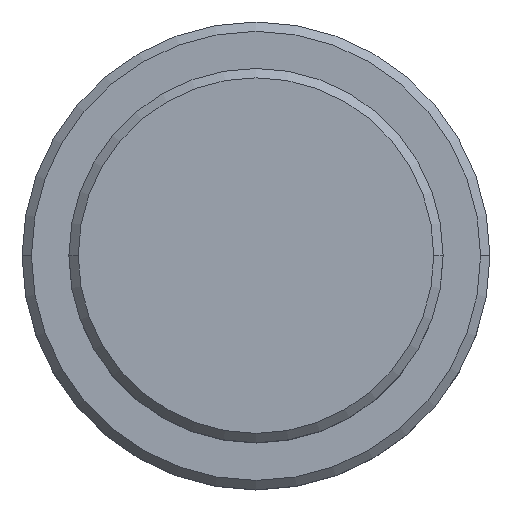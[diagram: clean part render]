
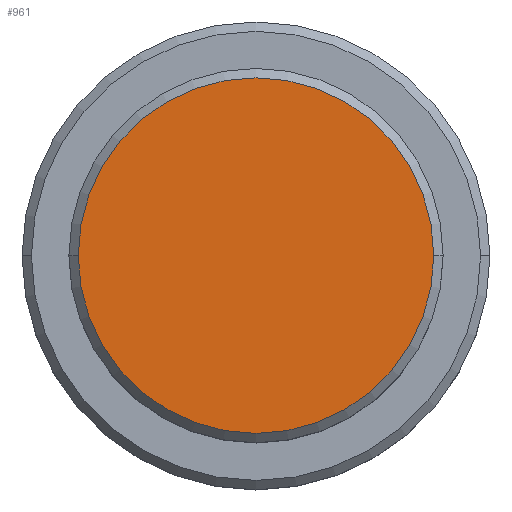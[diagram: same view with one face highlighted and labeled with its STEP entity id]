
A CAD part, top view. The second image highlights one B-rep face of the part: STEP entity #961.
In plain terms, the highlighted planar face has unit normal (0, 0, 1).
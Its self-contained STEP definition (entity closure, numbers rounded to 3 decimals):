
#22 = FACE_OUTER_BOUND ( 'NONE', #1177, .T. ) ;
#46 = CARTESIAN_POINT ( 'NONE',  ( -9.5, 0., 0. ) ) ;
#59 = EDGE_CURVE ( 'NONE', #734, #472, #440, .T. ) ;
#141 = DIRECTION ( 'NONE',  ( 1., 0., 0. ) ) ;
#149 = ORIENTED_EDGE ( 'NONE', *, *, #59, .T. ) ;
#176 = CARTESIAN_POINT ( 'NONE',  ( 0., 0., 0. ) ) ;
#365 = DIRECTION ( 'NONE',  ( 0., 0., 1. ) ) ;
#369 = CARTESIAN_POINT ( 'NONE',  ( 0., 0., 0. ) ) ;
#440 = CIRCLE ( 'NONE', #1249, 9.5 ) ;
#458 = CARTESIAN_POINT ( 'NONE',  ( 0., 0., 0. ) ) ;
#472 = VERTEX_POINT ( 'NONE', #46 ) ;
#561 = DIRECTION ( 'NONE',  ( 1., 0., 0. ) ) ;
#614 = DIRECTION ( 'NONE',  ( 0., 0., 1. ) ) ;
#685 = PLANE ( 'NONE',  #939 ) ;
#693 = AXIS2_PLACEMENT_3D ( 'NONE', #176, #614, #1065 ) ;
#734 = VERTEX_POINT ( 'NONE', #990 ) ;
#939 = AXIS2_PLACEMENT_3D ( 'NONE', #369, #365, #141 ) ;
#961 = ADVANCED_FACE ( 'NONE', ( #22 ), #685, .T. ) ;
#973 = CIRCLE ( 'NONE', #693, 9.5 ) ;
#990 = CARTESIAN_POINT ( 'NONE',  ( 9.5, 0., 0. ) ) ;
#1003 = ORIENTED_EDGE ( 'NONE', *, *, #1114, .T. ) ;
#1065 = DIRECTION ( 'NONE',  ( 1., 0., 0. ) ) ;
#1114 = EDGE_CURVE ( 'NONE', #472, #734, #973, .T. ) ;
#1177 = EDGE_LOOP ( 'NONE', ( #1003, #149 ) ) ;
#1239 = DIRECTION ( 'NONE',  ( 0., 0., 1. ) ) ;
#1249 = AXIS2_PLACEMENT_3D ( 'NONE', #458, #1239, #561 ) ;
